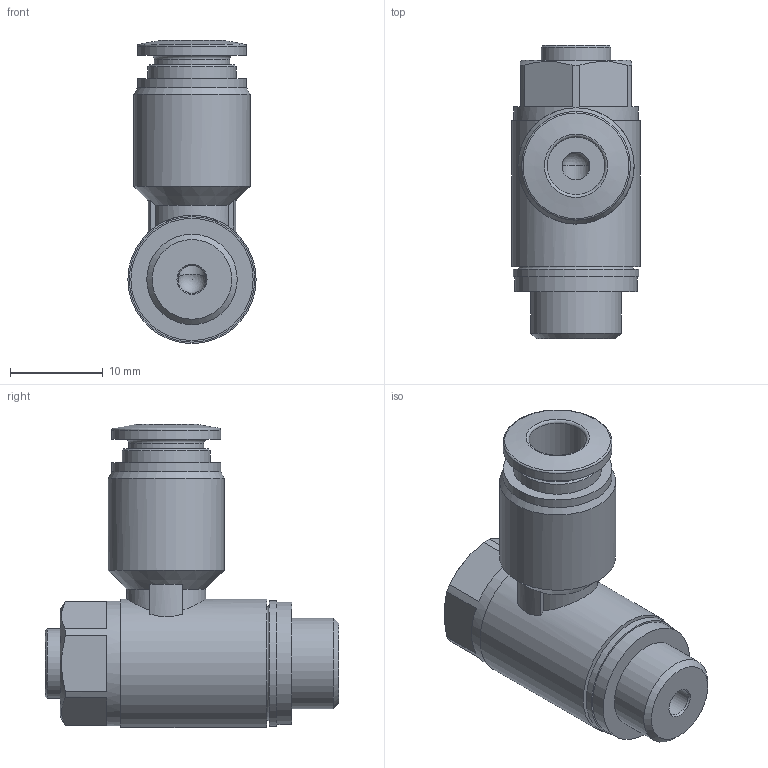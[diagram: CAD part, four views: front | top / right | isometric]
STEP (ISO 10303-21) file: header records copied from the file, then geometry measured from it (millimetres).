
FILE_DESCRIPTION(/* description */ ('STEP AP214'),/* implementation_level */ '2;1');
FILE_NAME(/* name */ '193158_GRLZ-1_8-QS-6-D',/* time_stamp */ '2024-08-21T07:12:34+02:00',/* author */ ('License CC BY-ND 4.0'),/* organization */ ('CADENAS'),/* preprocessor_version */ 'ST-DEVELOPER v19.3',/* originating_system */ 'PARTsolutions',/* authorisation */ ' ');
FILE_SCHEMA (('AUTOMOTIVE_DESIGN {1 0 10303 214 3 1 1}'));
Length unit declared in the file: millimetre
Products named in the file (1): 193158 GRLZ-1/8-QS-6-D
Bounding box: 13.8 x 31.55 x 32.6 mm (x, y, z)
Volume: 5241.6 mm3; surface area: 3069.1 mm2
Topology: 1 solids, 1 shells, 69 faces, 156 edges, 99 vertices
Faces by surface type: plane 35, cylinder 19, cone 10, torus 4, sphere 1
Full cylindrical faces by diameter (mm): 3 x2, 6.2 x1, 6.3 x1, 7.5 x1, 8.1 x1, 9.5 x1, 9.728 x1, 11.7 x2, 12.5 x1, 13.15 x1, 13.4 x1, 13.5 x1, 13.8 x1
Entity records: 2292 total; most frequent: CARTESIAN_POINT 369, DIRECTION 304, ORIENTED_EDGE 242, AXIS2_PLACEMENT_3D 134, EDGE_CURVE 121, EDGE_LOOP 111, FACE_BOUND 111, VERTEX_POINT 94
